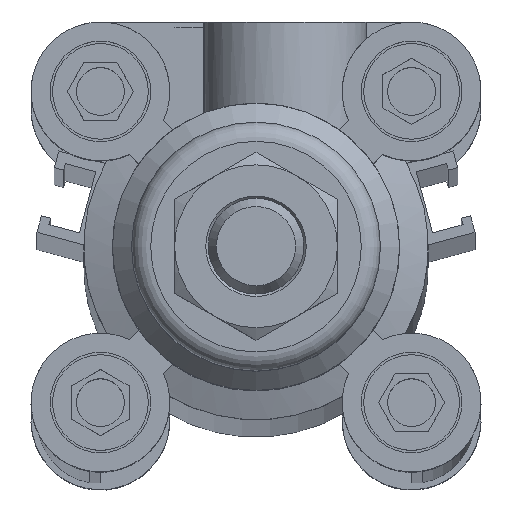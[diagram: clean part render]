
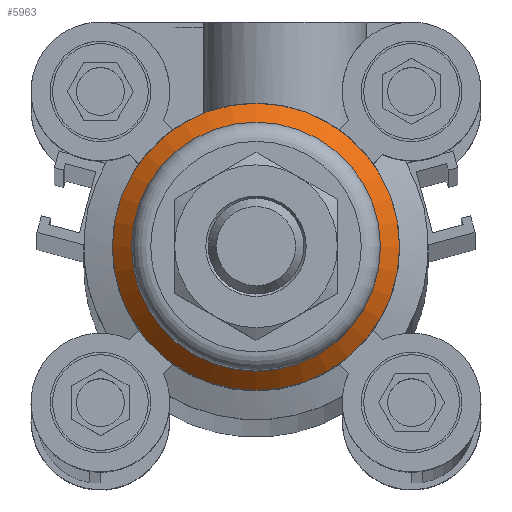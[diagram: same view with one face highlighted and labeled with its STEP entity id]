
A CAD part, top view. The second image highlights one B-rep face of the part: STEP entity #5963.
In plain terms, the highlighted conical face has half-angle 45 degrees and reference radius 14 mm.
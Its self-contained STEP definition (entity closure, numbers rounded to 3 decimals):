
#5202=CARTESIAN_POINT('',(-15.0,33.5,0.0));
#5203=VERTEX_POINT('',#5202);
#5204=CARTESIAN_POINT('',(0.0,33.5,0.0));
#5205=DIRECTION('',(0.0,1.0,0.0));
#5206=DIRECTION('',(-1.0,0.0,0.0));
#5207=AXIS2_PLACEMENT_3D('',#5204,#5205,#5206);
#5208=CIRCLE('',#5207,15.0);
#5209=EDGE_CURVE('',#5203,#5203,#5208,.T.);
#5944=CARTESIAN_POINT('',(0.0,34.5,0.0));
#5945=DIRECTION('',(0.0,-1.0,0.0));
#5946=DIRECTION('',(-1.0,0.0,0.0));
#5947=AXIS2_PLACEMENT_3D('',#5944,#5945,#5946);
#5948=CONICAL_SURFACE('',#5947,14.0,45.);
#5949=CARTESIAN_POINT('',(-13.0,35.5,0.0));
#5950=VERTEX_POINT('',#5949);
#5951=CARTESIAN_POINT('',(0.0,35.5,0.0));
#5952=DIRECTION('',(0.0,1.0,0.0));
#5953=DIRECTION('',(-1.0,0.0,0.0));
#5954=AXIS2_PLACEMENT_3D('',#5951,#5952,#5953);
#5955=CIRCLE('',#5954,13.0);
#5956=EDGE_CURVE('',#5950,#5950,#5955,.T.);
#5957=ORIENTED_EDGE('',*,*,#5956,.F.);
#5958=EDGE_LOOP('',(#5957));
#5959=FACE_OUTER_BOUND('',#5958,.T.);
#5960=ORIENTED_EDGE('',*,*,#5209,.T.);
#5961=EDGE_LOOP('',(#5960));
#5962=FACE_BOUND('',#5961,.T.);
#5963=ADVANCED_FACE('',(#5959,#5962),#5948,.T.);
